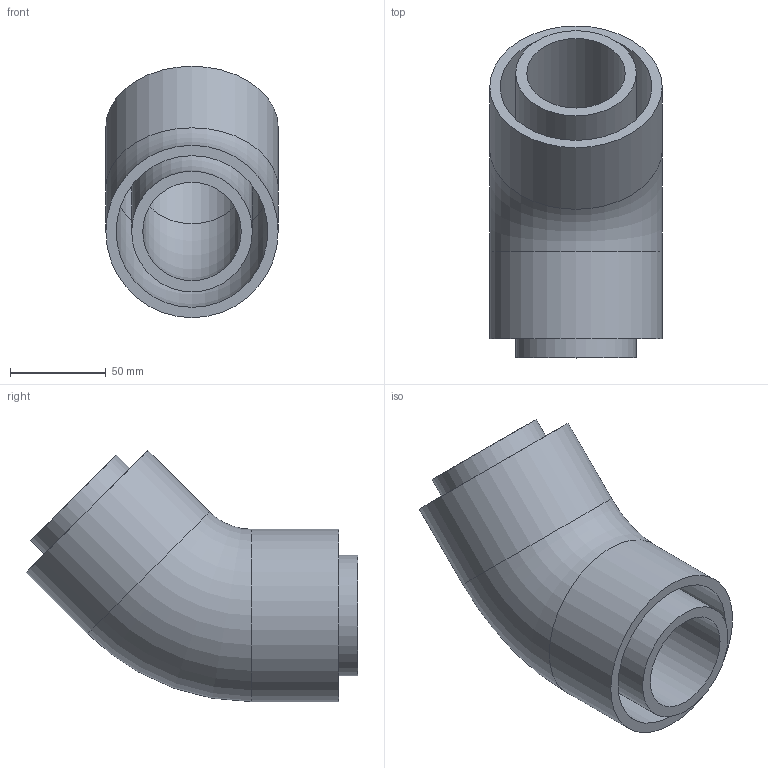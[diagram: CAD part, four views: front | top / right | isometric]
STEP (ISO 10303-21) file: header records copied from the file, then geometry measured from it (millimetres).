
FILE_DESCRIPTION (( 'STEP AP203' ), '1' );
FILE_NAME ('--7870338.STEP', '2016-06-21T15:02:44', ( '' ), ( '' ), 'SwSTEP 2.0', 'SolidWorks 2015', '' );
FILE_SCHEMA (( 'CONFIG_CONTROL_DESIGN' ));
Length unit declared in the file: inch
Products named in the file (1): --7870338
Bounding box: 90 x 173.27 x 131.27 mm (x, y, z)
Volume: 394250.8 mm3; surface area: 146428.8 mm2
Topology: 2 solids, 2 shells, 16 faces, 30 edges, 18 vertices
Faces by surface type: cylinder 8, torus 4, plane 4
Full cylindrical faces by diameter (mm): 51.4 x2, 63 x2, 79.2 x2, 90 x2
Entity records: 409 total; most frequent: DIRECTION 66, CARTESIAN_POINT 49, AXIS2_PLACEMENT_3D 33, ORIENTED_EDGE 32, EDGE_LOOP 32, FACE_OUTER_BOUND 28, VERTEX_POINT 16, EDGE_CURVE 16
